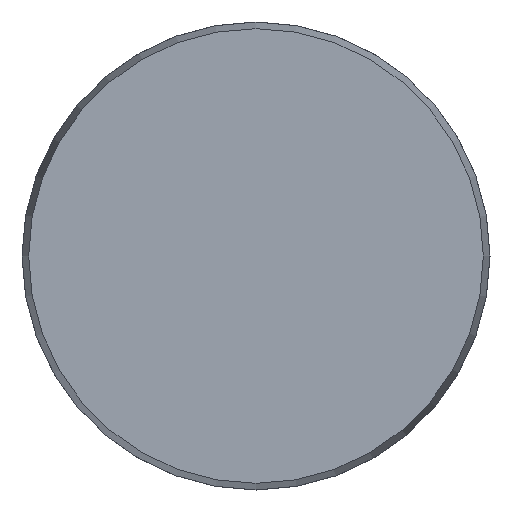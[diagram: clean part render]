
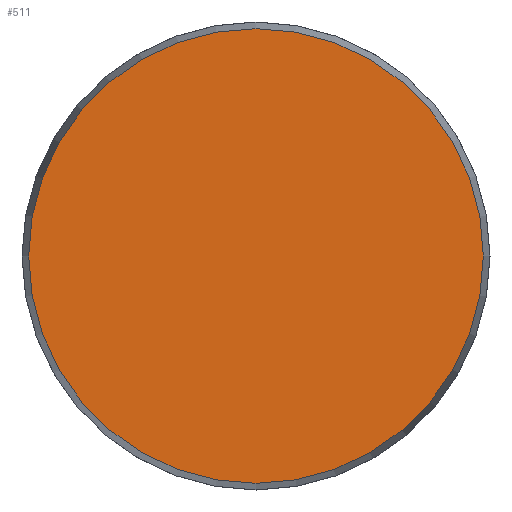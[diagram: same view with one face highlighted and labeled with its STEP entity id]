
A CAD part, front view. The second image highlights one B-rep face of the part: STEP entity #511.
In plain terms, the highlighted planar face has unit normal (0, -1, 0).
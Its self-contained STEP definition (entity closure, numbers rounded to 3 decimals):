
#79 = AXIS2_PLACEMENT_3D ( 'NONE', #193, #376, #436 ) ;
#193 = CARTESIAN_POINT ( 'NONE',  ( -29.143, 0., 0. ) ) ;
#196 = PLANE ( 'NONE',  #79 ) ;
#282 = VERTEX_POINT ( 'NONE', #303 ) ;
#289 = EDGE_LOOP ( 'NONE', ( #393 ) ) ;
#303 = CARTESIAN_POINT ( 'NONE',  ( 0., 0., -29.143 ) ) ;
#371 = DIRECTION ( 'NONE',  ( 0., 0., -1. ) ) ;
#376 = DIRECTION ( 'NONE',  ( 0., 1., 0. ) ) ;
#393 = ORIENTED_EDGE ( 'NONE', *, *, #521, .T. ) ;
#424 = CIRCLE ( 'NONE', #769, 29.143 ) ;
#436 = DIRECTION ( 'NONE',  ( 0., 0., 1. ) ) ;
#452 = DIRECTION ( 'NONE',  ( 0., -1., 0. ) ) ;
#511 = ADVANCED_FACE ( 'NONE', ( #798 ), #196, .F. ) ;
#521 = EDGE_CURVE ( 'NONE', #282, #282, #424, .T. ) ;
#761 = CARTESIAN_POINT ( 'NONE',  ( 0., 0., 0. ) ) ;
#769 = AXIS2_PLACEMENT_3D ( 'NONE', #761, #452, #371 ) ;
#798 = FACE_OUTER_BOUND ( 'NONE', #289, .T. ) ;
